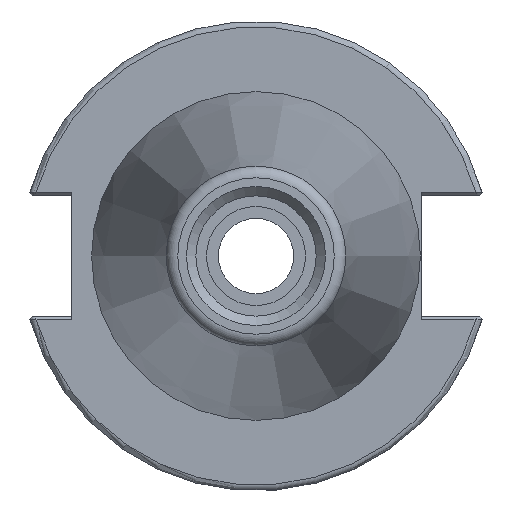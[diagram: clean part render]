
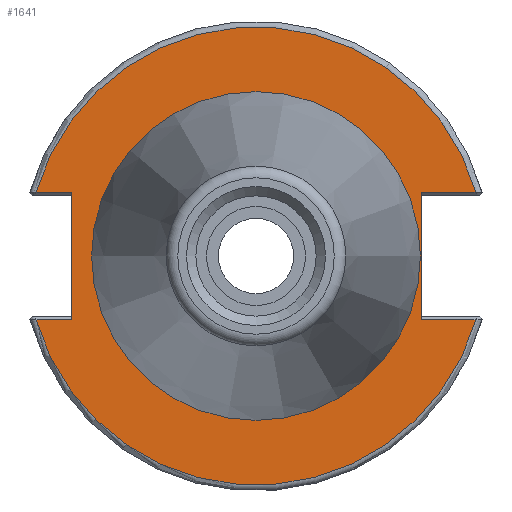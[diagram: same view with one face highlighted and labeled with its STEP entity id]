
A CAD part, left-side view. The second image highlights one B-rep face of the part: STEP entity #1641.
In plain terms, the highlighted planar face has unit normal (-1, 0, 0).
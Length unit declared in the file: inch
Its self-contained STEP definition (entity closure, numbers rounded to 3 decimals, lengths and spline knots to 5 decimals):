
#131=LINE('',#2409,#258);
#132=LINE('',#2411,#259);
#133=LINE('',#2415,#260);
#134=LINE('',#2417,#261);
#135=LINE('',#2419,#262);
#136=LINE('',#2422,#263);
#258=VECTOR('',#2027,0.12159);
#259=VECTOR('',#2028,0.29091);
#260=VECTOR('',#2031,0.19091);
#261=VECTOR('',#2032,0.67625);
#262=VECTOR('',#2033,0.19091);
#263=VECTOR('',#2036,0.29091);
#391=FACE_BOUND('',#521,.T.);
#418=FACE_OUTER_BOUND('',#520,.T.);
#520=EDGE_LOOP('',(#1114,#1115,#1116,#1117,#1118,#1119,#1120,#1121));
#521=EDGE_LOOP('',(#1122));
#624=CIRCLE('',#1810,0.86);
#625=CIRCLE('',#1812,1.21875);
#626=CIRCLE('',#1813,1.21875);
#676=VERTEX_POINT('',#2403);
#677=VERTEX_POINT('',#2407);
#678=VERTEX_POINT('',#2408);
#679=VERTEX_POINT('',#2410);
#680=VERTEX_POINT('',#2412);
#681=VERTEX_POINT('',#2414);
#682=VERTEX_POINT('',#2416);
#683=VERTEX_POINT('',#2418);
#684=VERTEX_POINT('',#2420);
#841=EDGE_CURVE('',#676,#676,#624,.T.);
#842=EDGE_CURVE('',#677,#678,#131,.T.);
#843=EDGE_CURVE('',#678,#679,#132,.T.);
#844=EDGE_CURVE('',#680,#679,#625,.T.);
#845=EDGE_CURVE('',#681,#680,#133,.T.);
#846=EDGE_CURVE('',#682,#681,#134,.T.);
#847=EDGE_CURVE('',#683,#682,#135,.T.);
#848=EDGE_CURVE('',#684,#683,#626,.T.);
#849=EDGE_CURVE('',#684,#677,#136,.T.);
#1114=ORIENTED_EDGE('',*,*,#842,.T.);
#1115=ORIENTED_EDGE('',*,*,#843,.T.);
#1116=ORIENTED_EDGE('',*,*,#844,.F.);
#1117=ORIENTED_EDGE('',*,*,#845,.F.);
#1118=ORIENTED_EDGE('',*,*,#846,.F.);
#1119=ORIENTED_EDGE('',*,*,#847,.F.);
#1120=ORIENTED_EDGE('',*,*,#848,.F.);
#1121=ORIENTED_EDGE('',*,*,#849,.T.);
#1122=ORIENTED_EDGE('',*,*,#841,.F.);
#1510=PLANE('',#1811);
#1641=ADVANCED_FACE('',(#418,#391),#1510,.T.);
#1810=AXIS2_PLACEMENT_3D('',#2405,#2023,#2024);
#1811=AXIS2_PLACEMENT_3D('',#2406,#2025,#2026);
#1812=AXIS2_PLACEMENT_3D('',#2413,#2029,#2030);
#1813=AXIS2_PLACEMENT_3D('',#2421,#2034,#2035);
#2023=DIRECTION('center_axis',(-1.,0.,0.));
#2024=DIRECTION('ref_axis',(0.,0.,1.));
#2025=DIRECTION('center_axis',(-1.,0.,0.));
#2026=DIRECTION('ref_axis',(0.,0.,1.));
#2027=DIRECTION('',(0.,0.,1.));
#2028=DIRECTION('',(0.,-1.,0.));
#2029=DIRECTION('center_axis',(1.,0.,0.));
#2030=DIRECTION('ref_axis',(0.,0.,1.));
#2031=DIRECTION('',(0.,1.,0.));
#2032=DIRECTION('',(0.,0.,1.));
#2033=DIRECTION('',(0.,-1.,0.));
#2034=DIRECTION('center_axis',(1.,0.,0.));
#2035=DIRECTION('ref_axis',(0.,0.,-1.));
#2036=DIRECTION('',(0.,1.,0.));
#2403=CARTESIAN_POINT('',(0.125,0.,-0.86));
#2405=CARTESIAN_POINT('Origin',(0.125,0.,0.));
#2406=CARTESIAN_POINT('Origin',(0.125,-0.875,0.));
#2407=CARTESIAN_POINT('',(0.125,-0.88,-0.33813));
#2408=CARTESIAN_POINT('',(0.125,-0.88,0.33813));
#2409=CARTESIAN_POINT('',(0.125,-0.88,0.));
#2410=CARTESIAN_POINT('',(0.125,-1.17091,0.33813));
#2411=CARTESIAN_POINT('',(0.125,-0.9025,0.33813));
#2412=CARTESIAN_POINT('',(0.125,1.17091,0.33813));
#2413=CARTESIAN_POINT('Origin',(0.125,0.,0.));
#2414=CARTESIAN_POINT('',(0.125,0.98,0.33813));
#2415=CARTESIAN_POINT('',(0.125,0.0275,0.33813));
#2416=CARTESIAN_POINT('',(0.125,0.98,-0.33813));
#2417=CARTESIAN_POINT('',(0.125,0.98,-0.33813));
#2418=CARTESIAN_POINT('',(0.125,1.17091,-0.33813));
#2419=CARTESIAN_POINT('',(0.125,0.2775,-0.33813));
#2420=CARTESIAN_POINT('',(0.125,-1.17091,-0.33813));
#2421=CARTESIAN_POINT('Origin',(0.125,0.,0.));
#2422=CARTESIAN_POINT('',(0.125,-0.9025,-0.33813));
